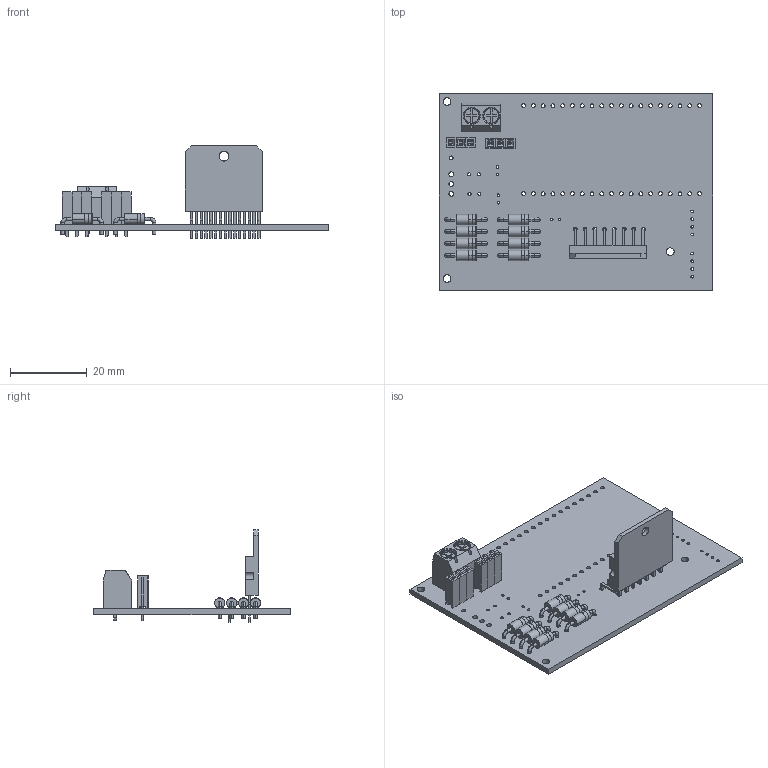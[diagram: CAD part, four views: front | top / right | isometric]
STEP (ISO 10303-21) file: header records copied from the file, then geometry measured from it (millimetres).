
FILE_DESCRIPTION(('KiCad electronic assembly'),'2;1');
FILE_NAME('TheLightNing 2.0.step','2023-06-03T11:53:19',('Pcbnew'),( 'Kicad'),'Open CASCADE STEP processor 7.6','KiCad to STEP converter' ,'Unknown');
FILE_SCHEMA(('AUTOMOTIVE_DESIGN { 1 0 10303 214 1 1 1 1 }'));
Length unit declared in the file: millimetre
Products named in the file (10): TheLightNing 2.0 1; Bornera2_Azul; COMPOUND; DO-41; Transistor L298N; SOLID; Pin_socket_3; PCB
Assembly tree (17 placements, depth 3):
  TheLightNing 2.0 1
    Bornera2_Azul
      COMPOUND
    DO-41  x8
      COMPOUND
    Transistor L298N
      SOLID
    Pin_socket_3  x2
      COMPOUND
    PCB
Bounding box: 71 x 51 x 24 mm (x, y, z)
Volume: 7574.1 mm3; surface area: 11968.4 mm2
Topology: 13 solids, 13 shells, 1037 faces, 2574 edges, 1628 vertices
Faces by surface type: plane 432, cylinder 256, bspline 245, torus 96, cone 8
Full cylindrical faces by diameter (mm): 0.65 x6, 0.701 x8, 0.8 x4, 1 x59, 1.001 x17, 1.25 x3, 1.3 x2, 1.999 x3
Entity records: 49997 total; most frequent: CARTESIAN_POINT 18202, DIRECTION 4538, ORIENTED_EDGE 3508, PCURVE 3508, DEFINITIONAL_REPRESENTATION 3508, LINE 2784, VECTOR 2784, EDGE_CURVE 1754
